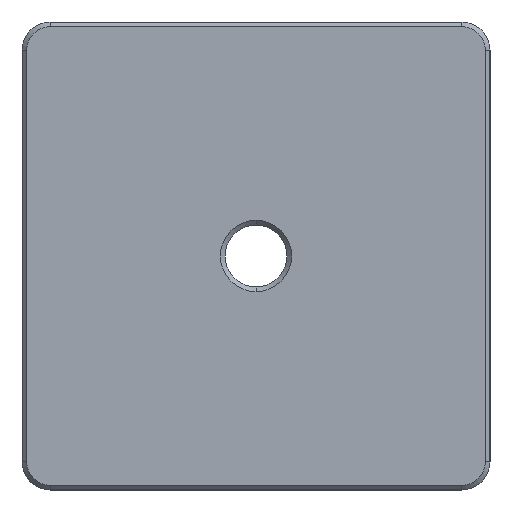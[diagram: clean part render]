
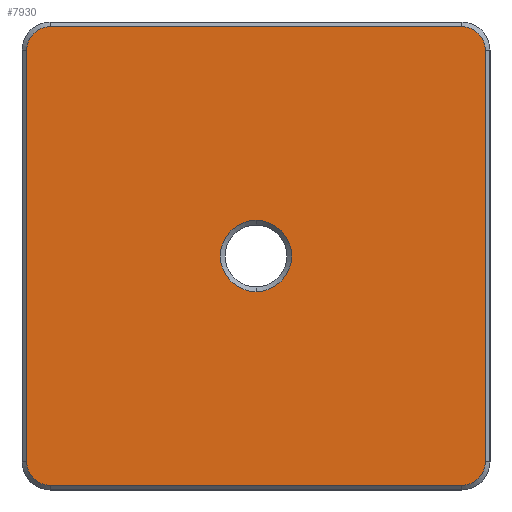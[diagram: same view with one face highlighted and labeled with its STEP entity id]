
A CAD part, front view. The second image highlights one B-rep face of the part: STEP entity #7930.
In plain terms, the highlighted planar face has unit normal (0, -1, 0).
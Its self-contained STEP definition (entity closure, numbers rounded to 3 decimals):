
#129 = CARTESIAN_POINT ( 'NONE',  ( 22., -5.75, -24.5 ) ) ;
#195 = VERTEX_POINT ( 'NONE', #1611 ) ;
#273 = VERTEX_POINT ( 'NONE', #4448 ) ;
#286 = LINE ( 'NONE', #7231, #8076 ) ;
#359 = EDGE_CURVE ( 'NONE', #1406, #3862, #4864, .T. ) ;
#408 = DIRECTION ( 'NONE',  ( 0., -1., 0. ) ) ;
#579 = EDGE_CURVE ( 'NONE', #4452, #1989, #9858, .T. ) ;
#804 = CARTESIAN_POINT ( 'NONE',  ( 0., -5.75, 3.8 ) ) ;
#830 = DIRECTION ( 'NONE',  ( 0., 0., 1. ) ) ;
#833 = ORIENTED_EDGE ( 'NONE', *, *, #8669, .T. ) ;
#846 = LINE ( 'NONE', #7655, #3276 ) ;
#978 = EDGE_LOOP ( 'NONE', ( #833, #4321 ) ) ;
#1113 = CARTESIAN_POINT ( 'NONE',  ( 0., -5.75, 0. ) ) ;
#1189 = CIRCLE ( 'NONE', #6325, 2.5 ) ;
#1288 = VERTEX_POINT ( 'NONE', #9636 ) ;
#1406 = VERTEX_POINT ( 'NONE', #804 ) ;
#1611 = CARTESIAN_POINT ( 'NONE',  ( -24.5, -5.75, 22. ) ) ;
#1614 = LINE ( 'NONE', #1746, #4186 ) ;
#1665 = AXIS2_PLACEMENT_3D ( 'NONE', #1113, #7186, #9175 ) ;
#1746 = CARTESIAN_POINT ( 'NONE',  ( 0., -5.75, 24.5 ) ) ;
#1989 = VERTEX_POINT ( 'NONE', #129 ) ;
#2398 = AXIS2_PLACEMENT_3D ( 'NONE', #4840, #5818, #7590 ) ;
#2591 = VERTEX_POINT ( 'NONE', #6244 ) ;
#2690 = CARTESIAN_POINT ( 'NONE',  ( -24.5, -5.75, -22. ) ) ;
#2855 = DIRECTION ( 'NONE',  ( 0., -1., 0. ) ) ;
#2917 = AXIS2_PLACEMENT_3D ( 'NONE', #5592, #3906, #6452 ) ;
#2942 = ORIENTED_EDGE ( 'NONE', *, *, #8781, .T. ) ;
#3272 = EDGE_CURVE ( 'NONE', #4103, #1288, #8216, .T. ) ;
#3276 = VECTOR ( 'NONE', #4208, 1000. ) ;
#3286 = DIRECTION ( 'NONE',  ( -1., 0., 0. ) ) ;
#3406 = FACE_OUTER_BOUND ( 'NONE', #7450, .T. ) ;
#3506 = AXIS2_PLACEMENT_3D ( 'NONE', #8219, #4662, #7333 ) ;
#3507 = CARTESIAN_POINT ( 'NONE',  ( 0., -5.75, -24.5 ) ) ;
#3546 = ORIENTED_EDGE ( 'NONE', *, *, #4667, .T. ) ;
#3862 = VERTEX_POINT ( 'NONE', #6929 ) ;
#3906 = DIRECTION ( 'NONE',  ( 0., 1., 0. ) ) ;
#4103 = VERTEX_POINT ( 'NONE', #5620 ) ;
#4186 = VECTOR ( 'NONE', #3286, 1000. ) ;
#4208 = DIRECTION ( 'NONE',  ( 0., 0., 1. ) ) ;
#4321 = ORIENTED_EDGE ( 'NONE', *, *, #359, .T. ) ;
#4448 = CARTESIAN_POINT ( 'NONE',  ( -22., -5.75, 24.5 ) ) ;
#4452 = VERTEX_POINT ( 'NONE', #4663 ) ;
#4486 = EDGE_CURVE ( 'NONE', #195, #5987, #286, .T. ) ;
#4662 = DIRECTION ( 'NONE',  ( 0., -1., 0. ) ) ;
#4663 = CARTESIAN_POINT ( 'NONE',  ( -22., -5.75, -24.5 ) ) ;
#4667 = EDGE_CURVE ( 'NONE', #5987, #4452, #8123, .T. ) ;
#4728 = DIRECTION ( 'NONE',  ( 0., 0., 1. ) ) ;
#4840 = CARTESIAN_POINT ( 'NONE',  ( 0., -5.75, 0. ) ) ;
#4864 = CIRCLE ( 'NONE', #1665, 3.8 ) ;
#4902 = FACE_BOUND ( 'NONE', #978, .T. ) ;
#4911 = DIRECTION ( 'NONE',  ( 0., 0., -1. ) ) ;
#5267 = ORIENTED_EDGE ( 'NONE', *, *, #579, .T. ) ;
#5531 = VECTOR ( 'NONE', #10326, 1000. ) ;
#5592 = CARTESIAN_POINT ( 'NONE',  ( 0., -5.75, 0. ) ) ;
#5620 = CARTESIAN_POINT ( 'NONE',  ( 24.5, -5.75, 22. ) ) ;
#5818 = DIRECTION ( 'NONE',  ( 0., 1., 0. ) ) ;
#5841 = EDGE_CURVE ( 'NONE', #1288, #273, #1614, .T. ) ;
#5987 = VERTEX_POINT ( 'NONE', #2690 ) ;
#6144 = ORIENTED_EDGE ( 'NONE', *, *, #5841, .T. ) ;
#6244 = CARTESIAN_POINT ( 'NONE',  ( 24.5, -5.75, -22. ) ) ;
#6275 = ORIENTED_EDGE ( 'NONE', *, *, #3272, .T. ) ;
#6325 = AXIS2_PLACEMENT_3D ( 'NONE', #8991, #2855, #9757 ) ;
#6452 = DIRECTION ( 'NONE',  ( 0., 0., 1. ) ) ;
#6568 = EDGE_CURVE ( 'NONE', #273, #195, #1189, .T. ) ;
#6708 = PLANE ( 'NONE',  #2398 ) ;
#6929 = CARTESIAN_POINT ( 'NONE',  ( 0., -5.75, -3.8 ) ) ;
#6984 = ORIENTED_EDGE ( 'NONE', *, *, #8121, .T. ) ;
#7044 = ORIENTED_EDGE ( 'NONE', *, *, #4486, .T. ) ;
#7093 = CIRCLE ( 'NONE', #2917, 3.8 ) ;
#7186 = DIRECTION ( 'NONE',  ( 0., 1., 0. ) ) ;
#7231 = CARTESIAN_POINT ( 'NONE',  ( -24.5, -5.75, 0. ) ) ;
#7333 = DIRECTION ( 'NONE',  ( 0., 0., 1. ) ) ;
#7450 = EDGE_LOOP ( 'NONE', ( #2942, #6984, #6275, #6144, #8961, #7044, #3546, #5267 ) ) ;
#7590 = DIRECTION ( 'NONE',  ( 0., 0., 1. ) ) ;
#7648 = CARTESIAN_POINT ( 'NONE',  ( -22., -5.75, -22. ) ) ;
#7655 = CARTESIAN_POINT ( 'NONE',  ( 24.5, -5.75, 0. ) ) ;
#7930 = ADVANCED_FACE ( 'NONE', ( #4902, #3406 ), #6708, .F. ) ;
#8076 = VECTOR ( 'NONE', #4911, 1000. ) ;
#8121 = EDGE_CURVE ( 'NONE', #2591, #4103, #846, .T. ) ;
#8123 = CIRCLE ( 'NONE', #10871, 2.5 ) ;
#8216 = CIRCLE ( 'NONE', #3506, 2.5 ) ;
#8219 = CARTESIAN_POINT ( 'NONE',  ( 22., -5.75, 22. ) ) ;
#8296 = CARTESIAN_POINT ( 'NONE',  ( 22., -5.75, -22. ) ) ;
#8477 = DIRECTION ( 'NONE',  ( 0., -1., 0. ) ) ;
#8582 = CIRCLE ( 'NONE', #9261, 2.5 ) ;
#8669 = EDGE_CURVE ( 'NONE', #3862, #1406, #7093, .T. ) ;
#8781 = EDGE_CURVE ( 'NONE', #1989, #2591, #8582, .T. ) ;
#8961 = ORIENTED_EDGE ( 'NONE', *, *, #6568, .T. ) ;
#8991 = CARTESIAN_POINT ( 'NONE',  ( -22., -5.75, 22. ) ) ;
#9175 = DIRECTION ( 'NONE',  ( 0., 0., 1. ) ) ;
#9261 = AXIS2_PLACEMENT_3D ( 'NONE', #8296, #408, #4728 ) ;
#9636 = CARTESIAN_POINT ( 'NONE',  ( 22., -5.75, 24.5 ) ) ;
#9757 = DIRECTION ( 'NONE',  ( 0., 0., 1. ) ) ;
#9858 = LINE ( 'NONE', #3507, #5531 ) ;
#10326 = DIRECTION ( 'NONE',  ( 1., 0., 0. ) ) ;
#10871 = AXIS2_PLACEMENT_3D ( 'NONE', #7648, #8477, #830 ) ;
